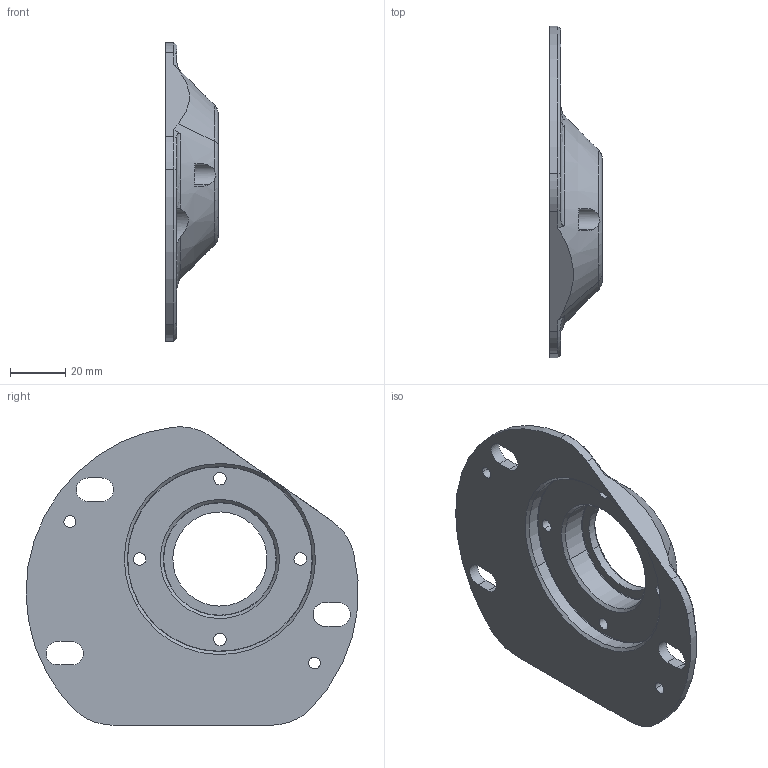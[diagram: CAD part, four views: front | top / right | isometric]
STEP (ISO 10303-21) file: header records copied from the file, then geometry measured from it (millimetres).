
FILE_DESCRIPTION(('CATIA V5 STEP Exchange'),'2;1');
FILE_NAME('platine alu 208 F2013 sym version 2.stp','2019-09-15T16:08:43+00:00',('none'),('none'),'CATIA Version 5 Release 18 GA (IN-10)','CATIA V5 STEP AP203','none');
FILE_SCHEMA(('CONFIG_CONTROL_DESIGN'));
Length unit declared in the file: millimetre
Products named in the file (1): platine alu 208 F2013 sym version 2
Bounding box: 19 x 119.86 x 107.74 mm (x, y, z)
Volume: 50103.3 mm3; surface area: 24017.8 mm2
Topology: 1 solids, 1 shells, 92 faces, 265 edges, 176 vertices
Faces by surface type: cylinder 40, plane 28, cone 15, torus 9
Entity records: 3087 total; most frequent: CARTESIAN_POINT 750, ORIENTED_EDGE 530, DIRECTION 367, EDGE_CURVE 265, AXIS2_PLACEMENT_3D 199, VERTEX_POINT 176, CIRCLE 126, EDGE_LOOP 113
